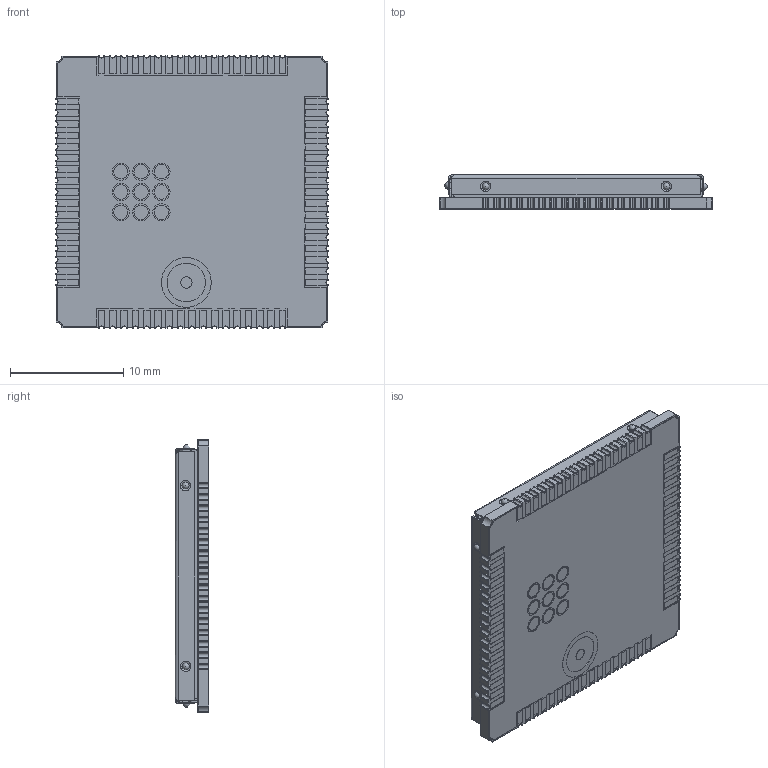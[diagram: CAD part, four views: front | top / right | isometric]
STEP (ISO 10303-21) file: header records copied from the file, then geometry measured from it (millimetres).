
FILE_DESCRIPTION (( 'STEP AP214' ), '1' );
FILE_NAME ('SIMCOM_SIM900.STEP', '2015-04-02T21:13:04', ( '' ), ( '' ), '', '', '' );
FILE_SCHEMA (( '' ));
Length unit declared in the file: millimetre
Products named in the file (1): SIMCOM_SIM900
Bounding box: 24.1 x 3.01 x 24.1 mm (x, y, z)
Volume: 709.9 mm3; surface area: 5495.8 mm2
Topology: 77 solids, 77 shells, 1535 faces, 4207 edges, 2782 vertices
Faces by surface type: plane 1097, cylinder 346, sphere 32, torus 32, bspline 28
Entity records: 49753 total; most frequent: CARTESIAN_POINT 8905, ORIENTED_EDGE 8238, DIRECTION 7831, EDGE_CURVE 4119, VECTOR 3223, LINE 3223, VERTEX_POINT 2726, AXIS2_PLACEMENT_3D 2304
